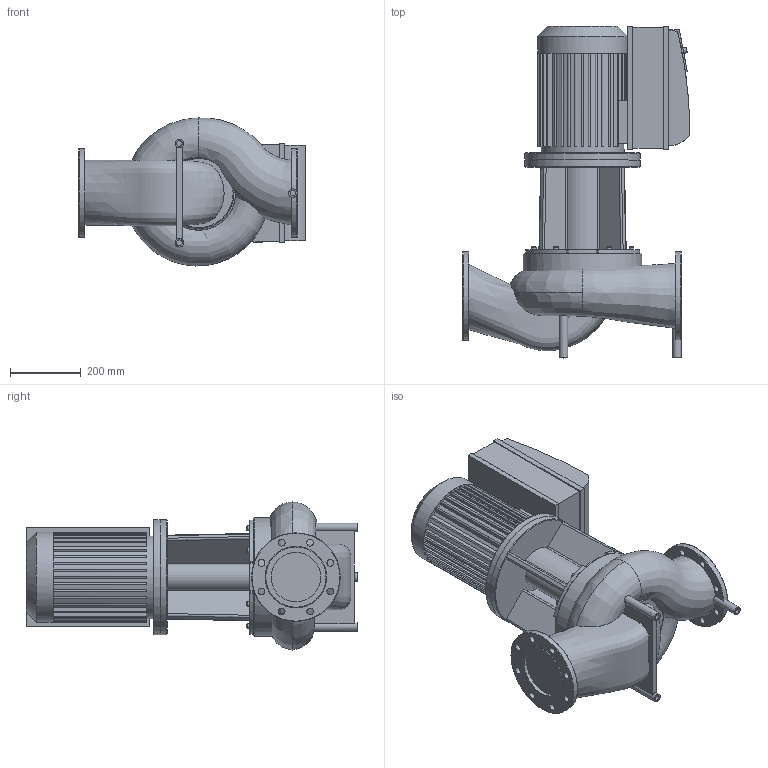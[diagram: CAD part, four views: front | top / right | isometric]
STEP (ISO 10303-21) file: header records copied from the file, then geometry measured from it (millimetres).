
FILE_DESCRIPTION(/* description */ (''),/* implementation_level */ '2;1');
FILE_NAME(/* name */ '3d_IL-E125_210-5_5_4-2159326.stp',/* time_stamp */ '2016-12-22T07:46:57+01:00',/* author */ ('Andrzej'),/* organization */ (''),/* preprocessor_version */ 'ST-DEVELOPER v15.5',/* originating_system */ 'AutoCAD Mechanical',/* authorisation */ '');
FILE_SCHEMA (('AUTOMOTIVE_DESIGN { 1 0 10303 214 3 1 1 }'));
Length unit declared in the file: millimetre
Products named in the file (1): Product
Bounding box: 643 x 936.03 x 417.62 mm (x, y, z)
Volume: 74709975.5 mm3; surface area: 2721587.8 mm2
Topology: 12 solids, 12 shells, 662 faces, 1667 edges, 1067 vertices
Faces by surface type: plane 454, cylinder 137, bspline 44, torus 20, cone 7
Full cylindrical faces by diameter (mm): 10 x2, 13 x8, 14 x4, 15 x1, 16 x3, 18 x1, 19 x16, 20 x1, 22 x1, 24 x3, 25 x1, 80 x1, 139.7 x2, 234 x1, 250 x2, 254 x1, 325 x2, 334 x1
Entity records: 28557 total; most frequent: CARTESIAN_POINT 12890, DIRECTION 3195, ORIENTED_EDGE 3156, EDGE_CURVE 1578, AXIS2_PLACEMENT_3D 1127, VERTEX_POINT 1052, LINE 941, VECTOR 941
